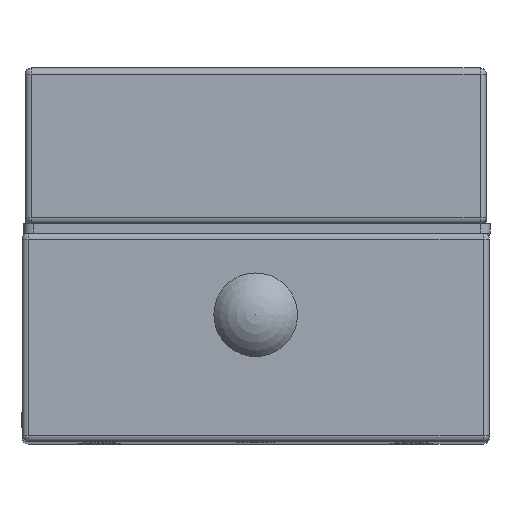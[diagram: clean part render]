
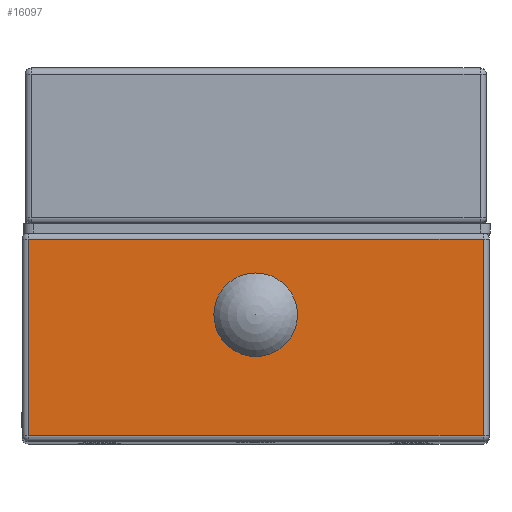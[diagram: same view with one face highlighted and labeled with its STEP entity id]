
A CAD part, top view. The second image highlights one B-rep face of the part: STEP entity #16097.
In plain terms, the highlighted planar face has unit normal (0, 0, 1).
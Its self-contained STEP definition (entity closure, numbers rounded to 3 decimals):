
#282=CARTESIAN_POINT('',(0.0,-6.119,199.96));
#283=VERTEX_POINT('',#282);
#284=CARTESIAN_POINT('',(0.0,7.3,199.96));
#285=DIRECTION('',(0.0,0.0,-1.0));
#286=DIRECTION('',(0.0,1.0,0.0));
#287=AXIS2_PLACEMENT_3D('',#284,#285,#286);
#288=CIRCLE('',#287,13.419);
#289=EDGE_CURVE('',#283,#283,#288,.T.);
#16055=CARTESIAN_POINT('',(0.,0.,199.96));
#16056=DIRECTION('',(0.0,0.0,1.0));
#16057=DIRECTION('',(1.0,0.0,0.0));
#16058=AXIS2_PLACEMENT_3D('',#16055,#16056,#16057);
#16059=PLANE('',#16058);
#16060=CARTESIAN_POINT('',(-72.98,-31.5,199.96));
#16061=VERTEX_POINT('',#16060);
#16062=CARTESIAN_POINT('',(-72.98,31.5,199.96));
#16063=VERTEX_POINT('',#16062);
#16064=CARTESIAN_POINT('',(-72.98,-31.5,199.96));
#16065=DIRECTION('',(0.0,1.0,0.0));
#16066=VECTOR('',#16065,63.);
#16067=LINE('',#16064,#16066);
#16068=EDGE_CURVE('',#16061,#16063,#16067,.T.);
#16069=ORIENTED_EDGE('',*,*,#16068,.F.);
#16070=CARTESIAN_POINT('',(72.98,-31.5,199.96));
#16071=VERTEX_POINT('',#16070);
#16072=CARTESIAN_POINT('',(72.98,-31.5,199.96));
#16073=DIRECTION('',(-1.0,0.0,0.0));
#16074=VECTOR('',#16073,145.96);
#16075=LINE('',#16072,#16074);
#16076=EDGE_CURVE('',#16071,#16061,#16075,.T.);
#16077=ORIENTED_EDGE('',*,*,#16076,.F.);
#16078=CARTESIAN_POINT('',(72.98,31.5,199.96));
#16079=VERTEX_POINT('',#16078);
#16080=CARTESIAN_POINT('',(72.98,31.5,199.96));
#16081=DIRECTION('',(0.0,-1.0,0.0));
#16082=VECTOR('',#16081,63.);
#16083=LINE('',#16080,#16082);
#16084=EDGE_CURVE('',#16079,#16071,#16083,.T.);
#16085=ORIENTED_EDGE('',*,*,#16084,.F.);
#16086=CARTESIAN_POINT('',(-72.98,31.5,199.96));
#16087=DIRECTION('',(1.0,0.0,0.0));
#16088=VECTOR('',#16087,145.96);
#16089=LINE('',#16086,#16088);
#16090=EDGE_CURVE('',#16063,#16079,#16089,.T.);
#16091=ORIENTED_EDGE('',*,*,#16090,.F.);
#16092=EDGE_LOOP('',(#16069,#16077,#16085,#16091));
#16093=FACE_OUTER_BOUND('',#16092,.T.);
#16094=ORIENTED_EDGE('',*,*,#289,.T.);
#16095=EDGE_LOOP('',(#16094));
#16096=FACE_BOUND('',#16095,.T.);
#16097=ADVANCED_FACE('',(#16093,#16096),#16059,.T.);
